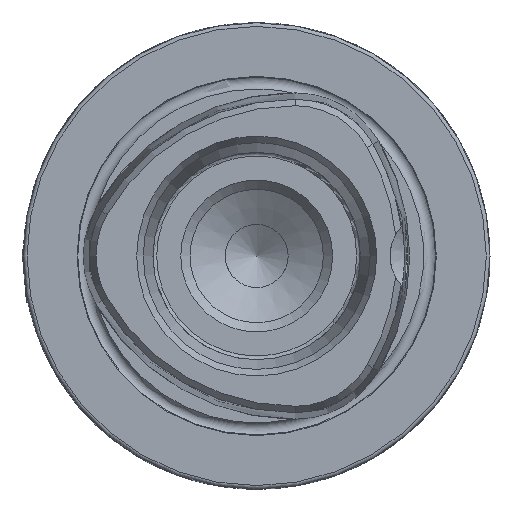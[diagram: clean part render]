
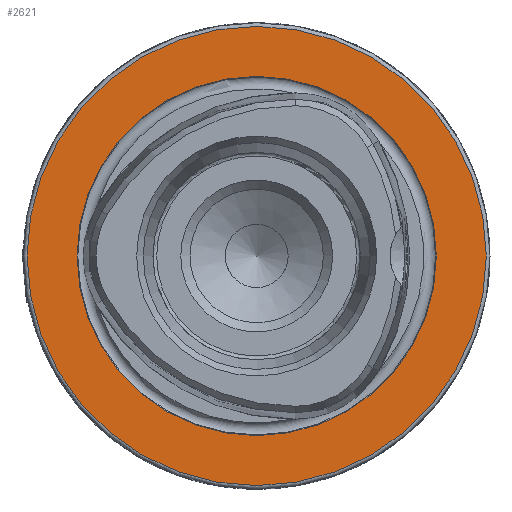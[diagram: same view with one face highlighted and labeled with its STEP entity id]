
A CAD part, left-side view. The second image highlights one B-rep face of the part: STEP entity #2621.
In plain terms, the highlighted planar face has unit normal (-1, 0, 0).
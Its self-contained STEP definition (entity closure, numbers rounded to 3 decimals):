
#109 = ORIENTED_EDGE ( 'NONE', *, *, #1201, .T. ) ;
#203 = EDGE_CURVE ( 'NONE', #4229, #4229, #9165, .T. ) ;
#308 = PLANE ( 'NONE',  #4129 ) ;
#523 = FACE_BOUND ( 'NONE', #1837, .T. ) ;
#627 = CARTESIAN_POINT ( 'NONE',  ( 0., 0., 0. ) ) ;
#973 = ORIENTED_EDGE ( 'NONE', *, *, #203, .F. ) ;
#1201 = EDGE_CURVE ( 'NONE', #4885, #4885, #1939, .T. ) ;
#1287 = DIRECTION ( 'NONE',  ( 0., 0., 1. ) ) ;
#1438 = CARTESIAN_POINT ( 'NONE',  ( 0., 0., 31. ) ) ;
#1820 = CARTESIAN_POINT ( 'NONE',  ( 0., 24.25, 0. ) ) ;
#1837 = EDGE_LOOP ( 'NONE', ( #973 ) ) ;
#1939 = CIRCLE ( 'NONE', #4877, 31. ) ;
#2621 = ADVANCED_FACE ( 'NONE', ( #523, #5738 ), #308, .F. ) ;
#3358 = CARTESIAN_POINT ( 'NONE',  ( 0., 0., 0. ) ) ;
#3560 = AXIS2_PLACEMENT_3D ( 'NONE', #3358, #4771, #4641 ) ;
#4129 = AXIS2_PLACEMENT_3D ( 'NONE', #1820, #6770, #6703 ) ;
#4157 = DIRECTION ( 'NONE',  ( -1., 0., 0. ) ) ;
#4229 = VERTEX_POINT ( 'NONE', #6252 ) ;
#4641 = DIRECTION ( 'NONE',  ( 0., 0., 1. ) ) ;
#4771 = DIRECTION ( 'NONE',  ( -1., 0., 0. ) ) ;
#4877 = AXIS2_PLACEMENT_3D ( 'NONE', #627, #4157, #1287 ) ;
#4885 = VERTEX_POINT ( 'NONE', #1438 ) ;
#5600 = EDGE_LOOP ( 'NONE', ( #109 ) ) ;
#5738 = FACE_OUTER_BOUND ( 'NONE', #5600, .T. ) ;
#6252 = CARTESIAN_POINT ( 'NONE',  ( 0., 0., 24.25 ) ) ;
#6703 = DIRECTION ( 'NONE',  ( 0., 0., -1. ) ) ;
#6770 = DIRECTION ( 'NONE',  ( 1., 0., 0. ) ) ;
#9165 = CIRCLE ( 'NONE', #3560, 24.25 ) ;
